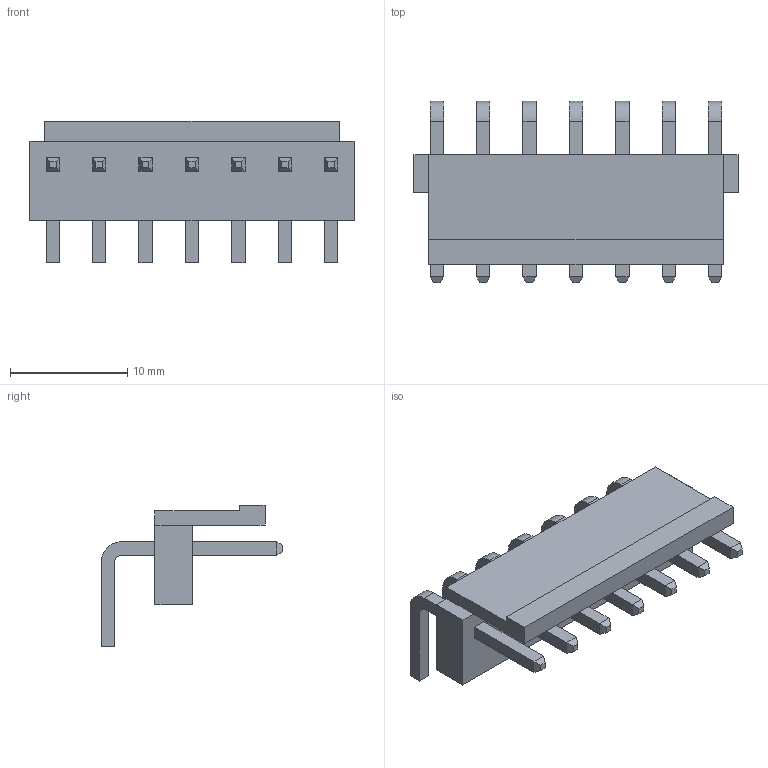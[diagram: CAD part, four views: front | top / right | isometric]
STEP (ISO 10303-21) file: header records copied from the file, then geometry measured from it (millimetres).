
FILE_DESCRIPTION((' '),'2;1');
FILE_NAME( 'B7PS-VH.stp', '2022-09-02T12:09:12', (' '), ('--- Datakit www.datakit.com---'), ' Datakit CrossCadWare V2022.3 Jun 15 2022', 'DATAKIT 2022 (c)', ' ');
FILE_SCHEMA(('AP242_MANAGED_MODEL_BASED_3D_ENGINEERING_MIM_LF { 1 0 10303 442 1 1 4 }'));
Length unit declared in the file: millimetre
Products named in the file (1): B7PS-VH
Bounding box: 27.66 x 15.47 x 12.1 mm (x, y, z)
Volume: 1089.9 mm3; surface area: 1635.9 mm2
Topology: 1 solids, 1 shells, 140 faces, 342 edges, 218 vertices
Faces by surface type: plane 126, cylinder 14
Entity records: 4189 total; most frequent: CARTESIAN_POINT 701, ORIENTED_EDGE 684, DIRECTION 652, EDGE_CURVE 342, VECTOR 314, LINE 314, VERTEX_POINT 218, AXIS2_PLACEMENT_3D 169
